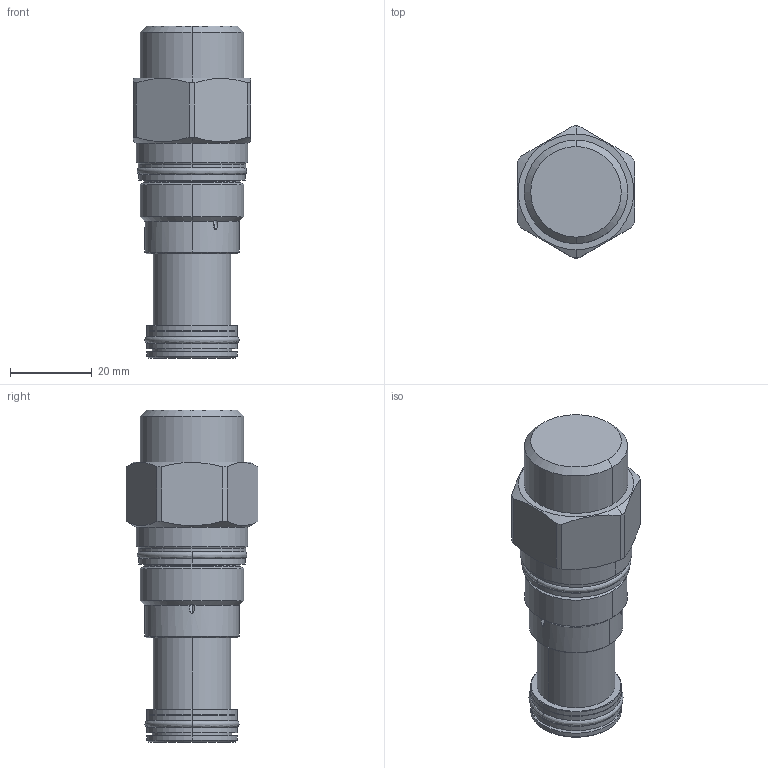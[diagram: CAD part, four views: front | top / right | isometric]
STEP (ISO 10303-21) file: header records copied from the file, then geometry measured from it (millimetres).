
FILE_DESCRIPTION((''),'2;1');
FILE_NAME('RPGC3-AN_PRT','2013-09-20T',('Administrator'),(''),'PRO/ENGINEER BY PARAMETRIC TECHNOLOGY CORPORATION, 2006240','PRO/ENGINEER BY PARAMETRIC TECHNOLOGY CORPORATION, 2006240','');
FILE_SCHEMA(('CONFIG_CONTROL_DESIGN'));
Length unit declared in the file: inch
Products named in the file (1): RPGC3-AN_PRT
Bounding box: 28.57 x 32.21 x 81.03 mm (x, y, z)
Volume: 38548.9 mm3; surface area: 9328 mm2
Topology: 3 solids, 4 shells, 112 faces, 249 edges, 152 vertices
Faces by surface type: cylinder 44, plane 24, cone 20, torus 16, revolution 8
Entity records: 3795 total; most frequent: CARTESIAN_POINT 1226, DIRECTION 564, ORIENTED_EDGE 498, EDGE_CURVE 249, AXIS2_PLACEMENT_3D 243, VERTEX_POINT 152, CIRCLE 139, EDGE_LOOP 125
